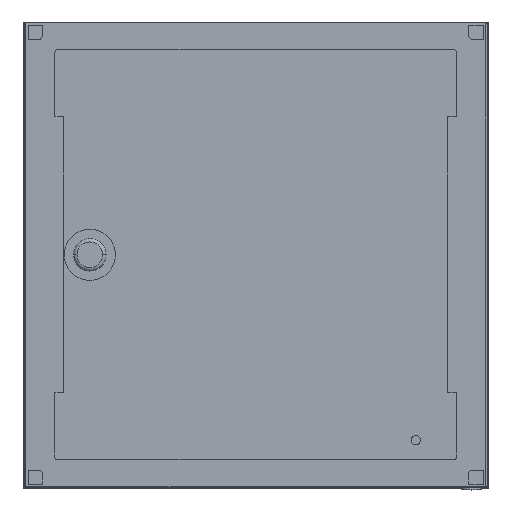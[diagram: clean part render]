
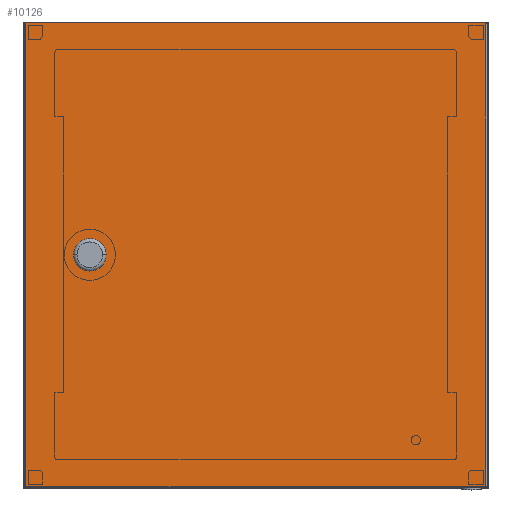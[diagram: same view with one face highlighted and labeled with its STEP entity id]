
A CAD part, top view. The second image highlights one B-rep face of the part: STEP entity #10126.
In plain terms, the highlighted face is planar.
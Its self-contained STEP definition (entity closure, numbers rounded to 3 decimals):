
#910 = VECTOR ( 'NONE', #2892, 1000. ) ;
#917 = CARTESIAN_POINT ( 'NONE',  ( 197.5, -199.25, 0. ) ) ;
#1113 = CARTESIAN_POINT ( 'NONE',  ( 142.5, 0., 0. ) ) ;
#1274 = CARTESIAN_POINT ( 'NONE',  ( -197.5, 199.25, 0. ) ) ;
#1356 = VECTOR ( 'NONE', #1449, 1000. ) ;
#1371 = VERTEX_POINT ( 'NONE', #9469 ) ;
#1425 = EDGE_CURVE ( 'NONE', #7977, #1371, #2257, .T. ) ;
#1449 = DIRECTION ( 'NONE',  ( -1., 0., 0. ) ) ;
#2257 = LINE ( 'NONE', #10671, #1356 ) ;
#2320 = DIRECTION ( 'NONE',  ( 0., 1., 0. ) ) ;
#2334 = CARTESIAN_POINT ( 'NONE',  ( -197.5, -199.25, 0. ) ) ;
#2670 = VERTEX_POINT ( 'NONE', #2334 ) ;
#2771 = VERTEX_POINT ( 'NONE', #917 ) ;
#2788 = DIRECTION ( 'NONE',  ( 0., 0., -1. ) ) ;
#2892 = DIRECTION ( 'NONE',  ( 0., -1., 0. ) ) ;
#2999 = CARTESIAN_POINT ( 'NONE',  ( 0., 0., 0. ) ) ;
#3001 = ORIENTED_EDGE ( 'NONE', *, *, #6672, .F. ) ;
#3027 = ORIENTED_EDGE ( 'NONE', *, *, #7857, .F. ) ;
#3742 = PLANE ( 'NONE',  #4538 ) ;
#3795 = FACE_OUTER_BOUND ( 'NONE', #9978, .T. ) ;
#3798 = ORIENTED_EDGE ( 'NONE', *, *, #8116, .F. ) ;
#3977 = LINE ( 'NONE', #8003, #4494 ) ;
#4175 = DIRECTION ( 'NONE',  ( 0., 0., -1. ) ) ;
#4442 = EDGE_LOOP ( 'NONE', ( #3001, #3798 ) ) ;
#4494 = VECTOR ( 'NONE', #2320, 1000. ) ;
#4503 = CIRCLE ( 'NONE', #4855, 14. ) ;
#4538 = AXIS2_PLACEMENT_3D ( 'NONE', #2999, #10367, #6295 ) ;
#4752 = CARTESIAN_POINT ( 'NONE',  ( 197.5, -199.25, 0. ) ) ;
#4855 = AXIS2_PLACEMENT_3D ( 'NONE', #1113, #2788, #7007 ) ;
#5412 = AXIS2_PLACEMENT_3D ( 'NONE', #10711, #4175, #9945 ) ;
#5569 = DIRECTION ( 'NONE',  ( 1., 0., 0. ) ) ;
#6110 = ORIENTED_EDGE ( 'NONE', *, *, #6345, .F. ) ;
#6272 = LINE ( 'NONE', #4752, #8293 ) ;
#6295 = DIRECTION ( 'NONE',  ( -1., 0., 0. ) ) ;
#6345 = EDGE_CURVE ( 'NONE', #2771, #7977, #3977, .T. ) ;
#6410 = CARTESIAN_POINT ( 'NONE',  ( 156.5, 0., 0. ) ) ;
#6672 = EDGE_CURVE ( 'NONE', #7991, #7645, #4503, .T. ) ;
#7007 = DIRECTION ( 'NONE',  ( -1., 0., 0. ) ) ;
#7645 = VERTEX_POINT ( 'NONE', #10454 ) ;
#7857 = EDGE_CURVE ( 'NONE', #1371, #2670, #8695, .T. ) ;
#7977 = VERTEX_POINT ( 'NONE', #8097 ) ;
#7991 = VERTEX_POINT ( 'NONE', #6410 ) ;
#8003 = CARTESIAN_POINT ( 'NONE',  ( 197.5, 199.25, 0. ) ) ;
#8097 = CARTESIAN_POINT ( 'NONE',  ( 197.5, 199.25, 0. ) ) ;
#8116 = EDGE_CURVE ( 'NONE', #7645, #7991, #10093, .T. ) ;
#8293 = VECTOR ( 'NONE', #5569, 1000. ) ;
#8695 = LINE ( 'NONE', #1274, #910 ) ;
#9247 = ORIENTED_EDGE ( 'NONE', *, *, #1425, .F. ) ;
#9469 = CARTESIAN_POINT ( 'NONE',  ( -197.5, 199.25, 0. ) ) ;
#9673 = ORIENTED_EDGE ( 'NONE', *, *, #10600, .F. ) ;
#9945 = DIRECTION ( 'NONE',  ( -1., 0., 0. ) ) ;
#9978 = EDGE_LOOP ( 'NONE', ( #3027, #9247, #6110, #9673 ) ) ;
#10093 = CIRCLE ( 'NONE', #5412, 14. ) ;
#10110 = FACE_BOUND ( 'NONE', #4442, .T. ) ;
#10126 = ADVANCED_FACE ( 'NONE', ( #10110, #3795 ), #3742, .T. ) ;
#10367 = DIRECTION ( 'NONE',  ( 0., 0., -1. ) ) ;
#10454 = CARTESIAN_POINT ( 'NONE',  ( 128.5, 0., 0. ) ) ;
#10600 = EDGE_CURVE ( 'NONE', #2670, #2771, #6272, .T. ) ;
#10671 = CARTESIAN_POINT ( 'NONE',  ( 197.5, 199.25, 0. ) ) ;
#10711 = CARTESIAN_POINT ( 'NONE',  ( 142.5, 0., 0. ) ) ;
